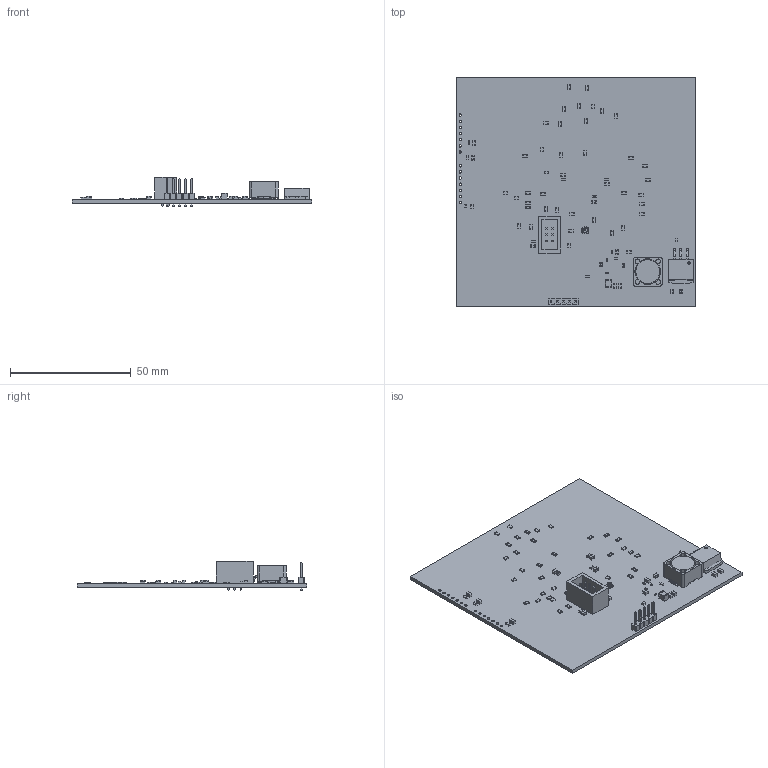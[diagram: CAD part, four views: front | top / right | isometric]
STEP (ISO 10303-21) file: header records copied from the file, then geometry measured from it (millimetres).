
FILE_DESCRIPTION(('KiCad electronic assembly'),'2;1');
FILE_NAME('2power_processing_unit.step','2024-04-01T23:58:23',('Pcbnew') ,('Kicad'),'Open CASCADE STEP processor 7.7','KiCad to STEP converter' ,'Unknown');
FILE_SCHEMA(('AUTOMOTIVE_DESIGN { 1 0 10303 214 1 1 1 1 }'));
Length unit declared in the file: millimetre
Products named in the file (26): 2power_processing_unit 1; R_0402_1005Metric; C_0603_1608Metric; R_0805_2012Metric; C_0805_2012Metric; DR127-3R3-R; DR127; PinHeader_1x05_P2.54mm_Vertical; PinHeader_1x05_P254mm_Vertical; U.FL_Hirose_U.FL-R-SMT-1_Vertical; C_1210_3225Metric; Fuse_0603_1608Metric; C_0402_1005Metric; SM74611KTTR; LM337KTTR; 61200621621; ASSEMBLY; power_processing_unit PCB
Assembly tree (85 placements, depth 3):
  2power_processing_unit 1
    R_0402_1005Metric  x3
      R_0402_1005Metric
    C_0603_1608Metric  x9
      C_0603_1608Metric
    R_0805_2012Metric  x37
      R_0805_2012Metric
    C_0805_2012Metric  x15
      C_0805_2012Metric
    DR127-3R3-R
      DR127
    PinHeader_1x05_P2.54mm_Vertical
      PinHeader_1x05_P254mm_Vertical
    U.FL_Hirose_U.FL-R-SMT-1_Vertical
      U.FL_Hirose_U.FL-R-SMT-1_Vertical
    C_1210_3225Metric
      C_1210_3225Metric
    Fuse_0603_1608Metric
      Fuse_0603_1608Metric
    C_0402_1005Metric
      C_0402_1005Metric
    SM74611KTTR
      LM337KTTR
    61200621621
      ASSEMBLY
    power_processing_unit PCB
Bounding box: 99.31 x 95.12 x 12.1 mm (x, y, z)
Volume: 17151.8 mm3; surface area: 23430.7 mm2
Topology: 87 solids, 87 shells, 2437 faces, 6210 edges, 4010 vertices
Faces by surface type: plane 1646, cylinder 779, bspline 8, cone 3, sphere 1
Full cylindrical faces by diameter (mm): 0.4 x1, 1 x12, 1.016 x7, 1.1 x6, 1.8 x1, 1.92 x1, 2 x2
Entity records: 55974 total; most frequent: CARTESIAN_POINT 10448, DIRECTION 8042, LINE 5187, VECTOR 5187, ORIENTED_EDGE 4082, PCURVE 4082, DEFINITIONAL_REPRESENTATION 4082, EDGE_CURVE 2041
